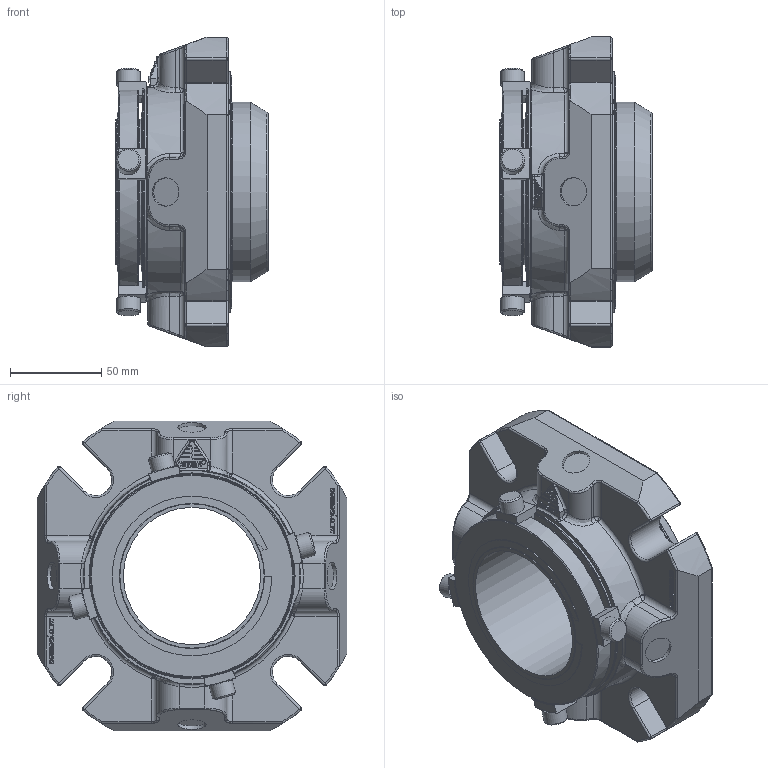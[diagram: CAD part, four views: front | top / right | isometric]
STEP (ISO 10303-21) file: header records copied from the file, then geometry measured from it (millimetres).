
FILE_DESCRIPTION(/* description */ ('Unknown'),/* implementation_level */ '2;1');
FILE_NAME(/* name */ '75mm SMSS SEAL ARRANGEMENT',/* time_stamp */ '2023-05-09T12:38:35+01:00',/* author */ ('Unknown'),/* organization */ ('Unknown'),/* preprocessor_version */ 'ST-DEVELOPER v18.102',/* originating_system */ 'Solid Edge',/* authorisation */ 'Unknown');
FILE_SCHEMA (('AUTOMOTIVE_DESIGN {1 0 10303 214 3 1 1}'));
Length unit declared in the file: millimetre
Products named in the file (1): 75mm
Bounding box: 83.46 x 169.42 x 169.42 mm (x, y, z)
Volume: 789492.3 mm3; surface area: 110623.1 mm2
Topology: 1 solids, 1 shells, 915 faces, 2356 edges, 1435 vertices
Faces by surface type: cylinder 272, plane 250, bspline 243, torus 91, sphere 34, cone 25
Full cylindrical faces by diameter (mm): 2.194 x1, 13 x4, 15.5 x4, 75.006 x1, 79.35 x2, 79.959 x1, 87.3 x1, 94.742 x1, 98.044 x1, 111.125 x2, 112.649 x1, 127 x1, 131.395 x1
Entity records: 32410 total; most frequent: CARTESIAN_POINT 12054, ORIENTED_EDGE 4494, DIRECTION 3794, EDGE_CURVE 2247, AXIS2_PLACEMENT_3D 1428, VERTEX_POINT 1411, EDGE_LOOP 1010, FACE_BOUND 1010
